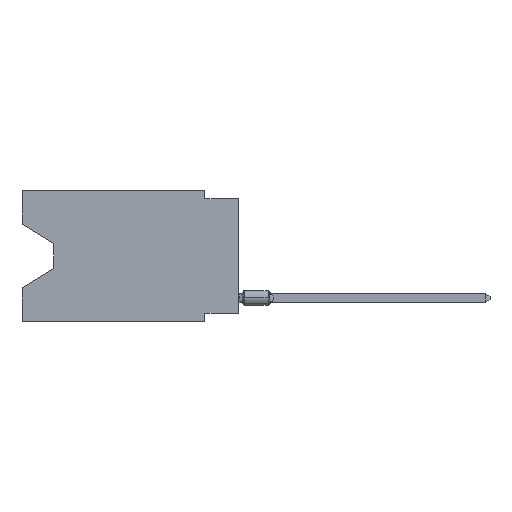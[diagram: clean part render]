
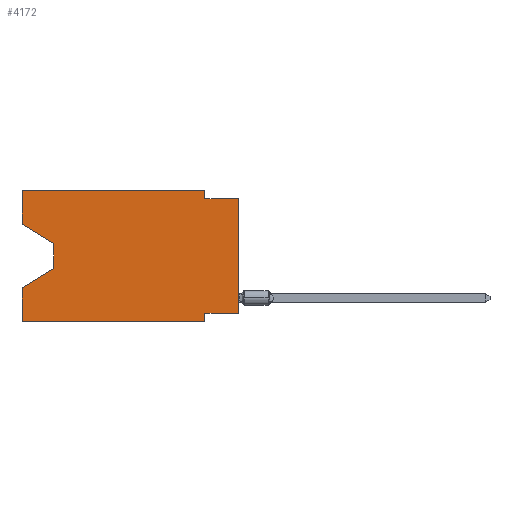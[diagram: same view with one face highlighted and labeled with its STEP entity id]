
A CAD part, left-side view. The second image highlights one B-rep face of the part: STEP entity #4172.
In plain terms, the highlighted planar face has unit normal (-1, 0, 0).
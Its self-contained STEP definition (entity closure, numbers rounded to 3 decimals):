
#127 = CARTESIAN_POINT ( 'NONE',  ( 0., 0., -0.635 ) ) ;
#131 = VECTOR ( 'NONE', #4006, 1000. ) ;
#390 = DIRECTION ( 'NONE',  ( 0., -0.855, -0.519 ) ) ;
#711 = CARTESIAN_POINT ( 'NONE',  ( 0., 13.97, -5.893 ) ) ;
#754 = ORIENTED_EDGE ( 'NONE', *, *, #1028, .F. ) ;
#781 = VECTOR ( 'NONE', #390, 1000. ) ;
#934 = CARTESIAN_POINT ( 'NONE',  ( 0., 2.54, 0. ) ) ;
#1024 = CARTESIAN_POINT ( 'NONE',  ( 0., 13.97, -5.893 ) ) ;
#1028 = EDGE_CURVE ( 'NONE', #2350, #13552, #9871, .T. ) ;
#1110 = CARTESIAN_POINT ( 'NONE',  ( 0., 16.383, -9.906 ) ) ;
#1244 = DIRECTION ( 'NONE',  ( 0., -1., 0. ) ) ;
#1434 = ORIENTED_EDGE ( 'NONE', *, *, #7228, .F. ) ;
#1443 = EDGE_CURVE ( 'NONE', #11190, #13813, #13227, .T. ) ;
#1450 = EDGE_CURVE ( 'NONE', #7293, #11898, #13081, .T. ) ;
#1616 = ORIENTED_EDGE ( 'NONE', *, *, #9068, .T. ) ;
#1630 = CARTESIAN_POINT ( 'NONE',  ( 0., 16.383, 0. ) ) ;
#1874 = ORIENTED_EDGE ( 'NONE', *, *, #1450, .F. ) ;
#1945 = CARTESIAN_POINT ( 'NONE',  ( 0., 16.383, 0. ) ) ;
#1985 = EDGE_CURVE ( 'NONE', #11041, #12461, #5701, .T. ) ;
#2350 = VERTEX_POINT ( 'NONE', #12270 ) ;
#2383 = VERTEX_POINT ( 'NONE', #6101 ) ;
#2730 = CARTESIAN_POINT ( 'NONE',  ( 0., 0., 0. ) ) ;
#2931 = FACE_OUTER_BOUND ( 'NONE', #5738, .T. ) ;
#3516 = ORIENTED_EDGE ( 'NONE', *, *, #6123, .F. ) ;
#3586 = LINE ( 'NONE', #7882, #8320 ) ;
#3669 = EDGE_CURVE ( 'NONE', #13813, #5267, #3586, .T. ) ;
#3970 = VECTOR ( 'NONE', #8716, 1000. ) ;
#4006 = DIRECTION ( 'NONE',  ( 0., 0., 1. ) ) ;
#4172 = ADVANCED_FACE ( 'NONE', ( #2931 ), #5148, .F. ) ;
#4240 = VECTOR ( 'NONE', #12202, 1000. ) ;
#4274 = CARTESIAN_POINT ( 'NONE',  ( 0., 0., -9.271 ) ) ;
#4682 = EDGE_CURVE ( 'NONE', #12461, #13744, #5457, .T. ) ;
#4996 = ORIENTED_EDGE ( 'NONE', *, *, #1985, .T. ) ;
#5148 = PLANE ( 'NONE',  #8786 ) ;
#5267 = VERTEX_POINT ( 'NONE', #12594 ) ;
#5340 = VECTOR ( 'NONE', #12162, 1000. ) ;
#5457 = LINE ( 'NONE', #5668, #12003 ) ;
#5668 = CARTESIAN_POINT ( 'NONE',  ( 0., 13.97, -4.013 ) ) ;
#5701 = LINE ( 'NONE', #8133, #781 ) ;
#5738 = EDGE_LOOP ( 'NONE', ( #4996, #12309, #1616, #1874, #11953, #6936, #11526, #11519, #754, #1434, #3516, #13904 ) ) ;
#6101 = CARTESIAN_POINT ( 'NONE',  ( 0., 16.383, 0. ) ) ;
#6123 = EDGE_CURVE ( 'NONE', #2383, #13997, #6452, .T. ) ;
#6158 = LINE ( 'NONE', #711, #10458 ) ;
#6163 = LINE ( 'NONE', #9744, #6255 ) ;
#6255 = VECTOR ( 'NONE', #13846, 1000. ) ;
#6320 = DIRECTION ( 'NONE',  ( 0., -1., 0. ) ) ;
#6452 = LINE ( 'NONE', #1945, #11958 ) ;
#6817 = CARTESIAN_POINT ( 'NONE',  ( 0., 2.54, -9.271 ) ) ;
#6908 = CARTESIAN_POINT ( 'NONE',  ( 0., 16.383, -7.36 ) ) ;
#6936 = ORIENTED_EDGE ( 'NONE', *, *, #3669, .F. ) ;
#7218 = VECTOR ( 'NONE', #1244, 1000. ) ;
#7228 = EDGE_CURVE ( 'NONE', #13997, #2350, #8912, .T. ) ;
#7293 = VERTEX_POINT ( 'NONE', #8194 ) ;
#7577 = CARTESIAN_POINT ( 'NONE',  ( 0., 16.383, 0. ) ) ;
#7756 = CARTESIAN_POINT ( 'NONE',  ( 0., 0., -0.635 ) ) ;
#7765 = EDGE_CURVE ( 'NONE', #11190, #13552, #8304, .T. ) ;
#7857 = VECTOR ( 'NONE', #12951, 1000. ) ;
#7882 = CARTESIAN_POINT ( 'NONE',  ( 0., 2.54, -9.906 ) ) ;
#8133 = CARTESIAN_POINT ( 'NONE',  ( 0., 16.383, -2.546 ) ) ;
#8194 = CARTESIAN_POINT ( 'NONE',  ( 0., 16.383, -9.906 ) ) ;
#8304 = LINE ( 'NONE', #2730, #131 ) ;
#8320 = VECTOR ( 'NONE', #12458, 1000. ) ;
#8626 = LINE ( 'NONE', #1110, #7218 ) ;
#8716 = DIRECTION ( 'NONE',  ( 0., 1., 0. ) ) ;
#8786 = AXIS2_PLACEMENT_3D ( 'NONE', #1630, #11524, #10372 ) ;
#8912 = LINE ( 'NONE', #13276, #4240 ) ;
#8952 = DIRECTION ( 'NONE',  ( 0., 0., -1. ) ) ;
#9068 = EDGE_CURVE ( 'NONE', #13744, #11898, #6158, .T. ) ;
#9178 = CARTESIAN_POINT ( 'NONE',  ( 0., 16.383, -2.546 ) ) ;
#9744 = CARTESIAN_POINT ( 'NONE',  ( 0., 16.383, 0. ) ) ;
#9871 = LINE ( 'NONE', #127, #5340 ) ;
#10228 = EDGE_CURVE ( 'NONE', #7293, #5267, #8626, .T. ) ;
#10372 = DIRECTION ( 'NONE',  ( 0., 0., -1. ) ) ;
#10458 = VECTOR ( 'NONE', #10460, 1000. ) ;
#10460 = DIRECTION ( 'NONE',  ( 0., 0.855, -0.519 ) ) ;
#11041 = VERTEX_POINT ( 'NONE', #9178 ) ;
#11190 = VERTEX_POINT ( 'NONE', #12749 ) ;
#11519 = ORIENTED_EDGE ( 'NONE', *, *, #7765, .T. ) ;
#11524 = DIRECTION ( 'NONE',  ( 1., 0., 0. ) ) ;
#11526 = ORIENTED_EDGE ( 'NONE', *, *, #1443, .F. ) ;
#11898 = VERTEX_POINT ( 'NONE', #6908 ) ;
#11953 = ORIENTED_EDGE ( 'NONE', *, *, #10228, .T. ) ;
#11958 = VECTOR ( 'NONE', #6320, 1000. ) ;
#12003 = VECTOR ( 'NONE', #8952, 1000. ) ;
#12162 = DIRECTION ( 'NONE',  ( 0., -1., 0. ) ) ;
#12202 = DIRECTION ( 'NONE',  ( 0., 0., -1. ) ) ;
#12270 = CARTESIAN_POINT ( 'NONE',  ( 0., 2.54, -0.635 ) ) ;
#12309 = ORIENTED_EDGE ( 'NONE', *, *, #4682, .T. ) ;
#12398 = CARTESIAN_POINT ( 'NONE',  ( 0., 13.97, -4.013 ) ) ;
#12458 = DIRECTION ( 'NONE',  ( 0., 0., -1. ) ) ;
#12461 = VERTEX_POINT ( 'NONE', #12398 ) ;
#12594 = CARTESIAN_POINT ( 'NONE',  ( 0., 2.54, -9.906 ) ) ;
#12749 = CARTESIAN_POINT ( 'NONE',  ( 0., 0., -9.271 ) ) ;
#12951 = DIRECTION ( 'NONE',  ( 0., 0., 1. ) ) ;
#13081 = LINE ( 'NONE', #7577, #7857 ) ;
#13227 = LINE ( 'NONE', #4274, #3970 ) ;
#13276 = CARTESIAN_POINT ( 'NONE',  ( 0., 2.54, 0. ) ) ;
#13552 = VERTEX_POINT ( 'NONE', #7756 ) ;
#13744 = VERTEX_POINT ( 'NONE', #1024 ) ;
#13813 = VERTEX_POINT ( 'NONE', #6817 ) ;
#13846 = DIRECTION ( 'NONE',  ( 0., 0., 1. ) ) ;
#13904 = ORIENTED_EDGE ( 'NONE', *, *, #14026, .F. ) ;
#13997 = VERTEX_POINT ( 'NONE', #934 ) ;
#14026 = EDGE_CURVE ( 'NONE', #11041, #2383, #6163, .T. ) ;
